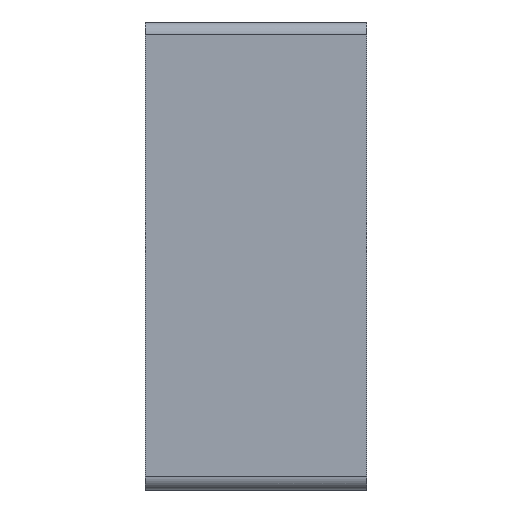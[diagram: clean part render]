
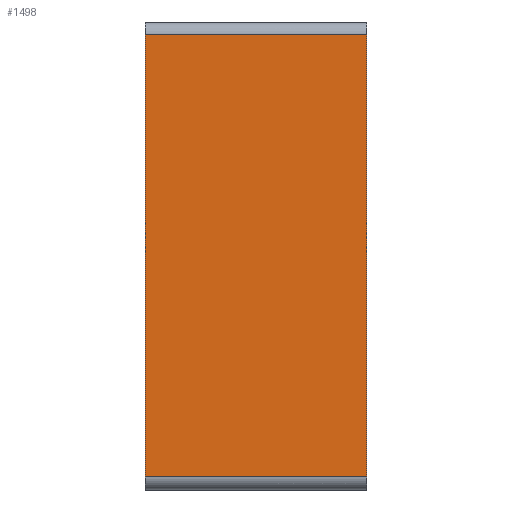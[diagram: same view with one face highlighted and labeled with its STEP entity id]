
A CAD part, left-side view. The second image highlights one B-rep face of the part: STEP entity #1498.
In plain terms, the highlighted planar face has unit normal (-1, 0, 0).
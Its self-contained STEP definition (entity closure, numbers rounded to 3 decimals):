
#57=PLANE('',#1591);
#134=FACE_OUTER_BOUND('',#219,.T.);
#219=EDGE_LOOP('',(#1165,#1166,#1167,#1168));
#325=LINE('',#2249,#513);
#330=LINE('',#2267,#518);
#331=LINE('',#2270,#519);
#332=LINE('',#2271,#520);
#513=VECTOR('',#1733,17.);
#518=VECTOR('',#1750,8.5);
#519=VECTOR('',#1753,17.);
#520=VECTOR('',#1754,8.5);
#714=VERTEX_POINT('',#2246);
#715=VERTEX_POINT('',#2248);
#722=VERTEX_POINT('',#2265);
#723=VERTEX_POINT('',#2269);
#878=EDGE_CURVE('',#714,#715,#325,.T.);
#887=EDGE_CURVE('',#722,#714,#330,.T.);
#888=EDGE_CURVE('',#723,#722,#331,.T.);
#889=EDGE_CURVE('',#723,#715,#332,.T.);
#1165=ORIENTED_EDGE('',*,*,#887,.F.);
#1166=ORIENTED_EDGE('',*,*,#888,.F.);
#1167=ORIENTED_EDGE('',*,*,#889,.T.);
#1168=ORIENTED_EDGE('',*,*,#878,.F.);
#1498=ADVANCED_FACE('',(#134),#57,.T.);
#1591=AXIS2_PLACEMENT_3D('',#2268,#1751,#1752);
#1733=DIRECTION('',(0.,0.,1.));
#1750=DIRECTION('',(0.,1.,0.));
#1751=DIRECTION('center_axis',(-1.,0.,0.));
#1752=DIRECTION('ref_axis',(0.,0.,1.));
#1753=DIRECTION('',(0.,0.,-1.));
#1754=DIRECTION('',(0.,1.,0.));
#2246=CARTESIAN_POINT('',(-24.,0.,-8.5));
#2248=CARTESIAN_POINT('',(-24.,0.,8.5));
#2249=CARTESIAN_POINT('',(-24.,0.,-8.5));
#2265=CARTESIAN_POINT('',(-24.,-8.5,-8.5));
#2267=CARTESIAN_POINT('',(-24.,-8.5,-8.5));
#2268=CARTESIAN_POINT('Origin',(-24.,0.,-9.));
#2269=CARTESIAN_POINT('',(-24.,-8.5,8.5));
#2270=CARTESIAN_POINT('',(-24.,-8.5,8.5));
#2271=CARTESIAN_POINT('',(-24.,-8.5,8.5));
